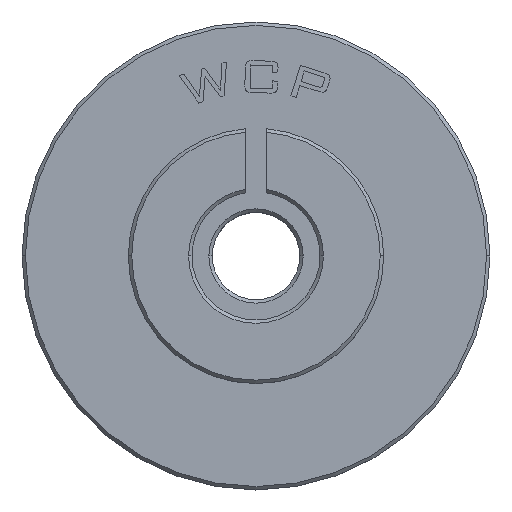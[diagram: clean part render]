
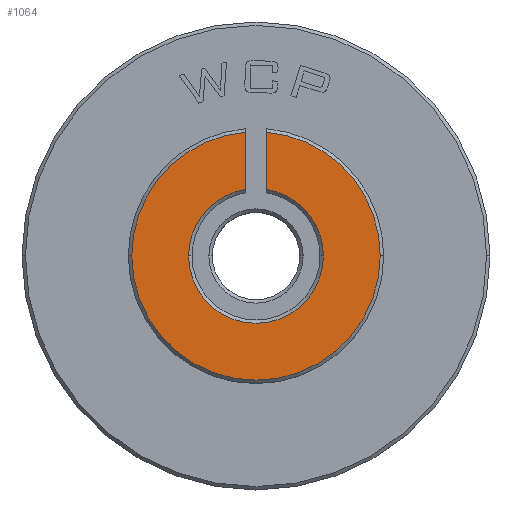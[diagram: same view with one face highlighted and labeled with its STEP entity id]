
A CAD part, top view. The second image highlights one B-rep face of the part: STEP entity #1064.
In plain terms, the highlighted planar face has unit normal (0, 0, 1).
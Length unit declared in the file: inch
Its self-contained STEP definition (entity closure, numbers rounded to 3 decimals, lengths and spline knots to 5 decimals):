
#151 = CARTESIAN_POINT ( 'NONE',  ( 0.365, 0., 0.3125 ) ) ;
#196 = EDGE_CURVE ( 'NONE', #1848, #2822, #4505, .T. ) ;
#199 = DIRECTION ( 'NONE',  ( 1., 0., 0. ) ) ;
#221 = AXIS2_PLACEMENT_3D ( 'NONE', #1905, #716, #3132 ) ;
#321 = LINE ( 'NONE', #678, #628 ) ;
#453 = EDGE_LOOP ( 'NONE', ( #4989, #1010, #2117, #4650, #1512, #1269, #4063, #3808 ) ) ;
#529 = CARTESIAN_POINT ( 'NONE',  ( -0.03125, 0.36366, 0.3125 ) ) ;
#572 = CARTESIAN_POINT ( 'NONE',  ( 0.198, 0., 0.3125 ) ) ;
#585 = CARTESIAN_POINT ( 'NONE',  ( 0., 0., 0.3125 ) ) ;
#628 = VECTOR ( 'NONE', #1917, 39.37008 ) ;
#678 = CARTESIAN_POINT ( 'NONE',  ( 0.03125, -0.0352, 0.3125 ) ) ;
#679 = CARTESIAN_POINT ( 'NONE',  ( 0.03125, 0.19552, 0.3125 ) ) ;
#716 = DIRECTION ( 'NONE',  ( 0., 0., -1. ) ) ;
#722 = CIRCLE ( 'NONE', #1828, 0.198 ) ;
#859 = DIRECTION ( 'NONE',  ( 0., -1., 0. ) ) ;
#1005 = DIRECTION ( 'NONE',  ( 1., 0., 0. ) ) ;
#1010 = ORIENTED_EDGE ( 'NONE', *, *, #4510, .T. ) ;
#1064 = ADVANCED_FACE ( 'NONE', ( #3330 ), #4908, .T. ) ;
#1141 = CIRCLE ( 'NONE', #4084, 0.198 ) ;
#1221 = CIRCLE ( 'NONE', #1896, 0.365 ) ;
#1269 = ORIENTED_EDGE ( 'NONE', *, *, #4319, .T. ) ;
#1512 = ORIENTED_EDGE ( 'NONE', *, *, #196, .F. ) ;
#1652 = CIRCLE ( 'NONE', #3840, 0.365 ) ;
#1747 = CARTESIAN_POINT ( 'NONE',  ( 0., 0., 0.3125 ) ) ;
#1828 = AXIS2_PLACEMENT_3D ( 'NONE', #585, #4155, #1005 ) ;
#1848 = VERTEX_POINT ( 'NONE', #529 ) ;
#1874 = AXIS2_PLACEMENT_3D ( 'NONE', #4513, #4663, #3844 ) ;
#1896 = AXIS2_PLACEMENT_3D ( 'NONE', #2669, #4672, #199 ) ;
#1905 = CARTESIAN_POINT ( 'NONE',  ( 0., 0., 0.3125 ) ) ;
#1917 = DIRECTION ( 'NONE',  ( 0., 1., 0. ) ) ;
#2020 = VERTEX_POINT ( 'NONE', #4253 ) ;
#2035 = AXIS2_PLACEMENT_3D ( 'NONE', #4331, #5110, #5089 ) ;
#2117 = ORIENTED_EDGE ( 'NONE', *, *, #4035, .T. ) ;
#2630 = EDGE_CURVE ( 'NONE', #4144, #2020, #4303, .T. ) ;
#2669 = CARTESIAN_POINT ( 'NONE',  ( 0., 0., 0.3125 ) ) ;
#2822 = VERTEX_POINT ( 'NONE', #2901 ) ;
#2901 = CARTESIAN_POINT ( 'NONE',  ( -0.03125, 0.19552, 0.3125 ) ) ;
#2915 = VERTEX_POINT ( 'NONE', #4222 ) ;
#3132 = DIRECTION ( 'NONE',  ( 1., 0., 0. ) ) ;
#3330 = FACE_OUTER_BOUND ( 'NONE', #453, .T. ) ;
#3503 = CIRCLE ( 'NONE', #221, 0.198 ) ;
#3543 = DIRECTION ( 'NONE',  ( 0., 0., 1. ) ) ;
#3548 = VECTOR ( 'NONE', #859, 39.37008 ) ;
#3696 = EDGE_CURVE ( 'NONE', #4749, #2020, #321, .T. ) ;
#3765 = CARTESIAN_POINT ( 'NONE',  ( -0.365, 0., 0.3125 ) ) ;
#3773 = VERTEX_POINT ( 'NONE', #572 ) ;
#3808 = ORIENTED_EDGE ( 'NONE', *, *, #2630, .T. ) ;
#3840 = AXIS2_PLACEMENT_3D ( 'NONE', #5145, #3543, #5117 ) ;
#3844 = DIRECTION ( 'NONE',  ( 1., 0., 0. ) ) ;
#4035 = EDGE_CURVE ( 'NONE', #3773, #2915, #3503, .T. ) ;
#4063 = ORIENTED_EDGE ( 'NONE', *, *, #4435, .T. ) ;
#4084 = AXIS2_PLACEMENT_3D ( 'NONE', #1747, #4454, #4104 ) ;
#4104 = DIRECTION ( 'NONE',  ( 1., 0., 0. ) ) ;
#4117 = CARTESIAN_POINT ( 'NONE',  ( -0.03125, -0.0352, 0.3125 ) ) ;
#4144 = VERTEX_POINT ( 'NONE', #151 ) ;
#4155 = DIRECTION ( 'NONE',  ( 0., 0., -1. ) ) ;
#4222 = CARTESIAN_POINT ( 'NONE',  ( -0.198, 0., 0.3125 ) ) ;
#4253 = CARTESIAN_POINT ( 'NONE',  ( 0.03125, 0.36366, 0.3125 ) ) ;
#4303 = CIRCLE ( 'NONE', #2035, 0.365 ) ;
#4319 = EDGE_CURVE ( 'NONE', #1848, #5042, #1221, .T. ) ;
#4331 = CARTESIAN_POINT ( 'NONE',  ( 0., 0., 0.3125 ) ) ;
#4435 = EDGE_CURVE ( 'NONE', #5042, #4144, #1652, .T. ) ;
#4454 = DIRECTION ( 'NONE',  ( 0., 0., -1. ) ) ;
#4505 = LINE ( 'NONE', #4117, #3548 ) ;
#4510 = EDGE_CURVE ( 'NONE', #4749, #3773, #1141, .T. ) ;
#4513 = CARTESIAN_POINT ( 'NONE',  ( 0., 0., 0.3125 ) ) ;
#4609 = EDGE_CURVE ( 'NONE', #2915, #2822, #722, .T. ) ;
#4650 = ORIENTED_EDGE ( 'NONE', *, *, #4609, .T. ) ;
#4663 = DIRECTION ( 'NONE',  ( 0., 0., 1. ) ) ;
#4672 = DIRECTION ( 'NONE',  ( 0., 0., 1. ) ) ;
#4749 = VERTEX_POINT ( 'NONE', #679 ) ;
#4908 = PLANE ( 'NONE',  #1874 ) ;
#4989 = ORIENTED_EDGE ( 'NONE', *, *, #3696, .F. ) ;
#5042 = VERTEX_POINT ( 'NONE', #3765 ) ;
#5089 = DIRECTION ( 'NONE',  ( 1., 0., 0. ) ) ;
#5110 = DIRECTION ( 'NONE',  ( 0., 0., 1. ) ) ;
#5117 = DIRECTION ( 'NONE',  ( 1., 0., 0. ) ) ;
#5145 = CARTESIAN_POINT ( 'NONE',  ( 0., 0., 0.3125 ) ) ;
